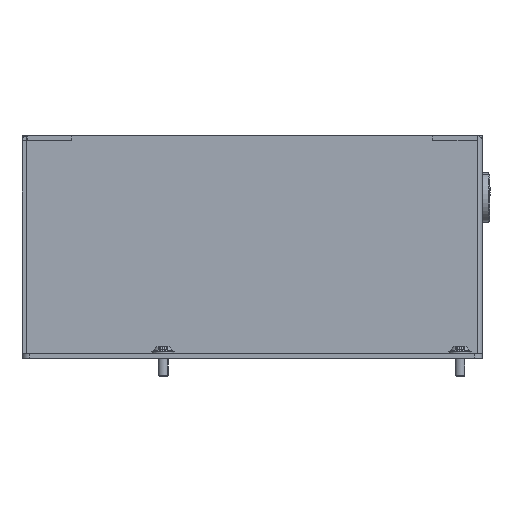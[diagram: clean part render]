
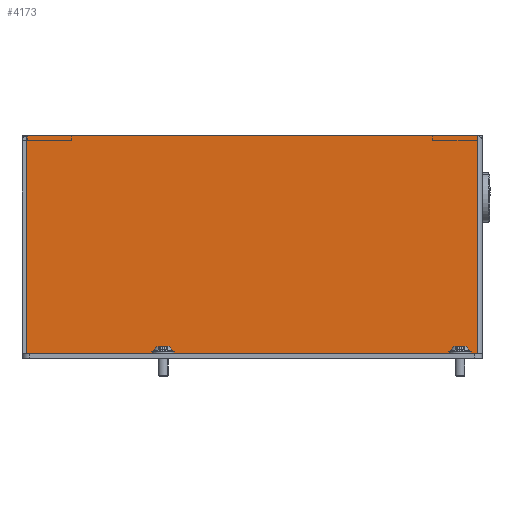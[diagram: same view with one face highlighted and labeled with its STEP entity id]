
A CAD part, left-side view. The second image highlights one B-rep face of the part: STEP entity #4173.
In plain terms, the highlighted face is planar.
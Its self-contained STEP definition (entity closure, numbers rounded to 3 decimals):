
#412 = VERTEX_POINT ( 'NONE', #1305 ) ;
#481 = EDGE_CURVE ( 'NONE', #412, #2303, #2433, .T. ) ;
#561 = PLANE ( 'NONE',  #1816 ) ;
#662 = FACE_OUTER_BOUND ( 'NONE', #5446, .T. ) ;
#980 = EDGE_CURVE ( 'NONE', #2303, #6904, #2158, .T. ) ;
#1137 = DIRECTION ( 'NONE',  ( -1., 0., 0. ) ) ;
#1252 = CARTESIAN_POINT ( 'NONE',  ( 237., 0., 0. ) ) ;
#1305 = CARTESIAN_POINT ( 'NONE',  ( 237., 2.1, 87.9 ) ) ;
#1549 = LINE ( 'NONE', #6654, #7030 ) ;
#1773 = CARTESIAN_POINT ( 'NONE',  ( 237., 0., 90. ) ) ;
#1816 = AXIS2_PLACEMENT_3D ( 'NONE', #1773, #1137, #5115 ) ;
#2099 = LINE ( 'NONE', #6542, #3797 ) ;
#2158 = LINE ( 'NONE', #1252, #4480 ) ;
#2303 = VERTEX_POINT ( 'NONE', #5441 ) ;
#2433 = LINE ( 'NONE', #6385, #5270 ) ;
#2740 = ORIENTED_EDGE ( 'NONE', *, *, #4821, .F. ) ;
#2890 = ORIENTED_EDGE ( 'NONE', *, *, #980, .T. ) ;
#3019 = DIRECTION ( 'NONE',  ( 0., 0., -1. ) ) ;
#3114 = VERTEX_POINT ( 'NONE', #4885 ) ;
#3411 = ORIENTED_EDGE ( 'NONE', *, *, #4636, .F. ) ;
#3797 = VECTOR ( 'NONE', #7070, 1000. ) ;
#4173 = ADVANCED_FACE ( 'NONE', ( #662 ), #561, .F. ) ;
#4480 = VECTOR ( 'NONE', #6351, 1000. ) ;
#4510 = DIRECTION ( 'NONE',  ( 0., 1., 0. ) ) ;
#4636 = EDGE_CURVE ( 'NONE', #3114, #6904, #2099, .T. ) ;
#4784 = CARTESIAN_POINT ( 'NONE',  ( 237., 183.999, 0. ) ) ;
#4821 = EDGE_CURVE ( 'NONE', #412, #3114, #1549, .T. ) ;
#4885 = CARTESIAN_POINT ( 'NONE',  ( 237., 183.999, 87.9 ) ) ;
#5115 = DIRECTION ( 'NONE',  ( 0., -1., 0. ) ) ;
#5270 = VECTOR ( 'NONE', #3019, 1000. ) ;
#5441 = CARTESIAN_POINT ( 'NONE',  ( 237., 2.1, 0. ) ) ;
#5446 = EDGE_LOOP ( 'NONE', ( #2740, #6515, #2890, #3411 ) ) ;
#6351 = DIRECTION ( 'NONE',  ( 0., 1., 0. ) ) ;
#6385 = CARTESIAN_POINT ( 'NONE',  ( 237., 2.1, 90. ) ) ;
#6515 = ORIENTED_EDGE ( 'NONE', *, *, #481, .T. ) ;
#6542 = CARTESIAN_POINT ( 'NONE',  ( 237., 183.999, 90. ) ) ;
#6654 = CARTESIAN_POINT ( 'NONE',  ( 237., 2.1, 87.9 ) ) ;
#6904 = VERTEX_POINT ( 'NONE', #4784 ) ;
#7030 = VECTOR ( 'NONE', #4510, 1000. ) ;
#7070 = DIRECTION ( 'NONE',  ( 0., 0., -1. ) ) ;
